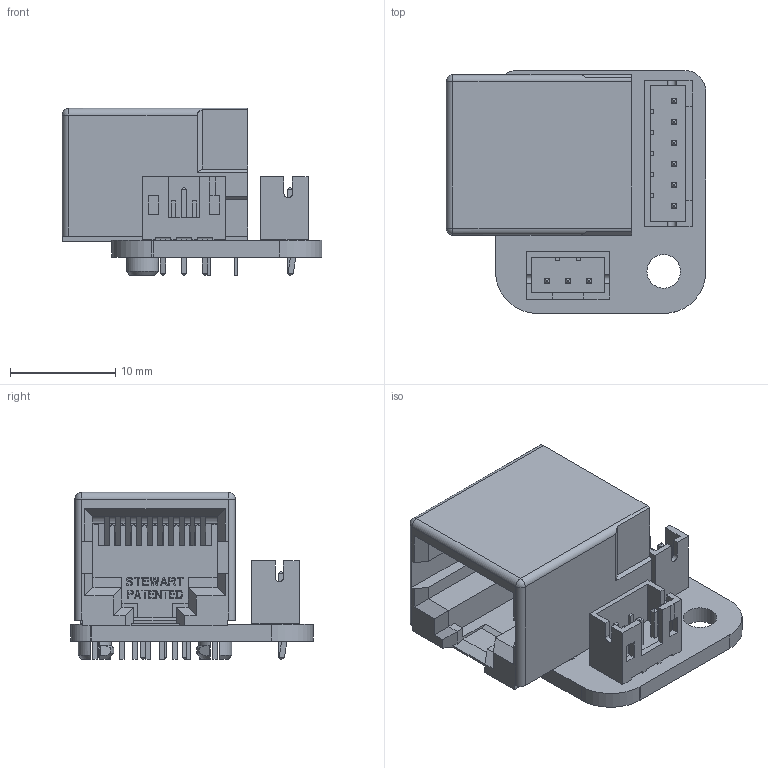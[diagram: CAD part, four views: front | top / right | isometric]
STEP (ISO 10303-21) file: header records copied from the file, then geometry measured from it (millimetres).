
FILE_DESCRIPTION(('KiCad electronic assembly'),'2;1');
FILE_NAME('POTENC-REV0-2025-02-19.step','2025-02-19T23:39:22',('Pcbnew') ,('Kicad'),'Open CASCADE STEP processor 7.6','KiCad to STEP converter' ,'Unknown');
FILE_SCHEMA(('AUTOMOTIVE_DESIGN { 1 0 10303 214 1 1 1 1 }'));
Length unit declared in the file: millimetre
Products named in the file (8): POTENC-REV0-2025-02-19 1; RJ50-SS-641010-A-NF-A111; 1; JST_PH_B3B-PH-K_1x03_P2.00mm_Vertical; JST_B3B_PH_K; JST_PH_B6B-PH-K_1x06_P2.00mm_Vertical; JST_B6B_PH_K; POTENC_PCB
Assembly tree (7 placements, depth 3):
  POTENC-REV0-2025-02-19 1
    RJ50-SS-641010-A-NF-A111
      1
    JST_PH_B3B-PH-K_1x03_P2.00mm_Vertical
      JST_B3B_PH_K
    JST_PH_B6B-PH-K_1x06_P2.00mm_Vertical
      JST_B6B_PH_K
    POTENC_PCB
Bounding box: 24.69 x 23.1 x 15.9 mm (x, y, z)
Volume: 3024.8 mm3; surface area: 4435.3 mm2
Topology: 4 solids, 4 shells, 954 faces, 2569 edges, 1677 vertices
Faces by surface type: plane 848, cylinder 85, cone 10, torus 9, sphere 2
Full cylindrical faces by diameter (mm): 0.75 x9, 0.97 x10, 3.2 x1, 3.25 x2
Entity records: 32074 total; most frequent: CARTESIAN_POINT 5573, ORIENTED_EDGE 5138, DIRECTION 4624, EDGE_CURVE 2569, LINE 2326, VECTOR 2326, VERTEX_POINT 1677, AXIS2_PLACEMENT_3D 1149
